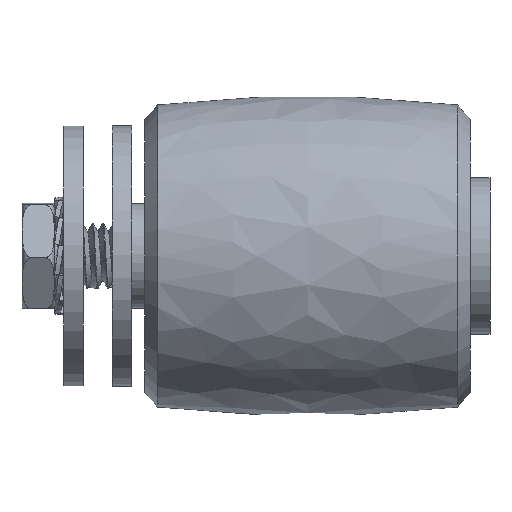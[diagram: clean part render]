
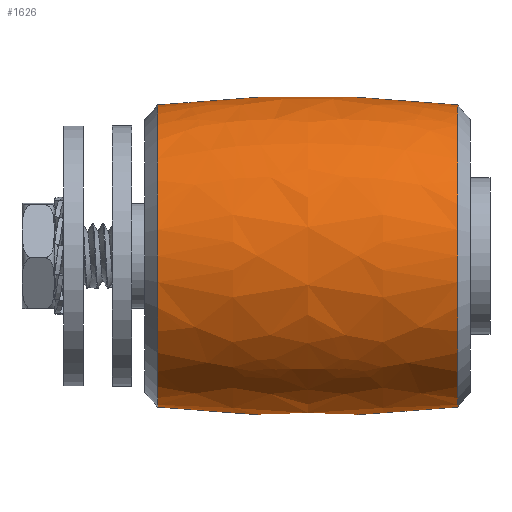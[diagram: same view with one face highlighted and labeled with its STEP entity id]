
A CAD part, left-side view. The second image highlights one B-rep face of the part: STEP entity #1626.
In plain terms, the highlighted free-form (B-spline) face has degree [2, 2] with [3, 9] control points.
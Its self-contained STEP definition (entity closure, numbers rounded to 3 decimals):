
#300=(
BOUNDED_SURFACE()
B_SPLINE_SURFACE(2,2,((#2709,#2710,#2711,#2712,#2713,#2714,#2715,#2716,
#2717),(#2718,#2719,#2720,#2721,#2722,#2723,#2724,#2725,#2726),(#2727,#2728,
#2729,#2730,#2731,#2732,#2733,#2734,#2735)),.UNSPECIFIED.,.F.,.T.,.F.)
B_SPLINE_SURFACE_WITH_KNOTS((3,3),(3,2,2,2,3),(-0.114,0.114),
(-3.142,-1.571,0.,1.571,3.142),
 .UNSPECIFIED.)
GEOMETRIC_REPRESENTATION_ITEM()
RATIONAL_B_SPLINE_SURFACE(((1.,0.707,1.,0.707,1.,
0.707,1.,0.707,1.),(0.994,0.703,
0.994,0.703,0.994,0.703,
0.994,0.703,0.994),(1.,0.707,
1.,0.707,1.,0.707,1.,0.707,1.)))
REPRESENTATION_ITEM('')
SURFACE()
);
#302=FACE_OUTER_BOUND('',#400,.T.);
#400=EDGE_LOOP('',(#1124,#1125,#1126,#1127));
#669=CIRCLE('',#1896,23.191);
#670=CIRCLE('',#1897,203.);
#671=CIRCLE('',#1898,23.191);
#704=VERTEX_POINT('',#2706);
#705=VERTEX_POINT('',#2736);
#871=EDGE_CURVE('',#704,#704,#669,.T.);
#872=EDGE_CURVE('',#704,#705,#670,.T.);
#873=EDGE_CURVE('',#705,#705,#671,.T.);
#1124=ORIENTED_EDGE('',*,*,#871,.F.);
#1125=ORIENTED_EDGE('',*,*,#872,.T.);
#1126=ORIENTED_EDGE('',*,*,#873,.F.);
#1127=ORIENTED_EDGE('',*,*,#872,.F.);
#1626=ADVANCED_FACE('',(#302),#300,.F.);
#1896=AXIS2_PLACEMENT_3D('',#2708,#2144,#2145);
#1897=AXIS2_PLACEMENT_3D('',#2737,#2146,#2147);
#1898=AXIS2_PLACEMENT_3D('',#2738,#2148,#2149);
#2144=DIRECTION('center_axis',(0.,-1.,0.));
#2145=DIRECTION('ref_axis',(0.,0.,-1.));
#2146=DIRECTION('center_axis',(-1.,0.,0.));
#2147=DIRECTION('ref_axis',(0.,0.,1.));
#2148=DIRECTION('center_axis',(0.,1.,0.));
#2149=DIRECTION('ref_axis',(0.,0.,-1.));
#2706=CARTESIAN_POINT('',(0.,1.986,23.191));
#2708=CARTESIAN_POINT('Origin',(0.,1.986,0.));
#2709=CARTESIAN_POINT('Ctrl Pts',(0.,48.014,23.191));
#2710=CARTESIAN_POINT('Ctrl Pts',(-23.191,48.014,23.191));
#2711=CARTESIAN_POINT('Ctrl Pts',(-23.191,48.014,0.));
#2712=CARTESIAN_POINT('Ctrl Pts',(-23.191,48.014,-23.191));
#2713=CARTESIAN_POINT('Ctrl Pts',(0.,48.014,-23.191));
#2714=CARTESIAN_POINT('Ctrl Pts',(23.191,48.014,-23.191));
#2715=CARTESIAN_POINT('Ctrl Pts',(23.191,48.014,0.));
#2716=CARTESIAN_POINT('Ctrl Pts',(23.191,48.014,23.191));
#2717=CARTESIAN_POINT('Ctrl Pts',(0.,48.014,23.191));
#2718=CARTESIAN_POINT('Ctrl Pts',(0.,25.,25.817));
#2719=CARTESIAN_POINT('Ctrl Pts',(-25.817,25.,25.817));
#2720=CARTESIAN_POINT('Ctrl Pts',(-25.817,25.,0.));
#2721=CARTESIAN_POINT('Ctrl Pts',(-25.817,25.,-25.817));
#2722=CARTESIAN_POINT('Ctrl Pts',(0.,25.,-25.817));
#2723=CARTESIAN_POINT('Ctrl Pts',(25.817,25.,-25.817));
#2724=CARTESIAN_POINT('Ctrl Pts',(25.817,25.,0.));
#2725=CARTESIAN_POINT('Ctrl Pts',(25.817,25.,25.817));
#2726=CARTESIAN_POINT('Ctrl Pts',(0.,25.,25.817));
#2727=CARTESIAN_POINT('Ctrl Pts',(0.,1.986,23.191));
#2728=CARTESIAN_POINT('Ctrl Pts',(-23.191,1.986,23.191));
#2729=CARTESIAN_POINT('Ctrl Pts',(-23.191,1.986,0.));
#2730=CARTESIAN_POINT('Ctrl Pts',(-23.191,1.986,-23.191));
#2731=CARTESIAN_POINT('Ctrl Pts',(0.,1.986,-23.191));
#2732=CARTESIAN_POINT('Ctrl Pts',(23.191,1.986,-23.191));
#2733=CARTESIAN_POINT('Ctrl Pts',(23.191,1.986,0.));
#2734=CARTESIAN_POINT('Ctrl Pts',(23.191,1.986,23.191));
#2735=CARTESIAN_POINT('Ctrl Pts',(0.,1.986,23.191));
#2736=CARTESIAN_POINT('',(0.,48.014,23.191));
#2737=CARTESIAN_POINT('Origin',(0.,25.,-178.5));
#2738=CARTESIAN_POINT('Origin',(0.,48.014,0.));
